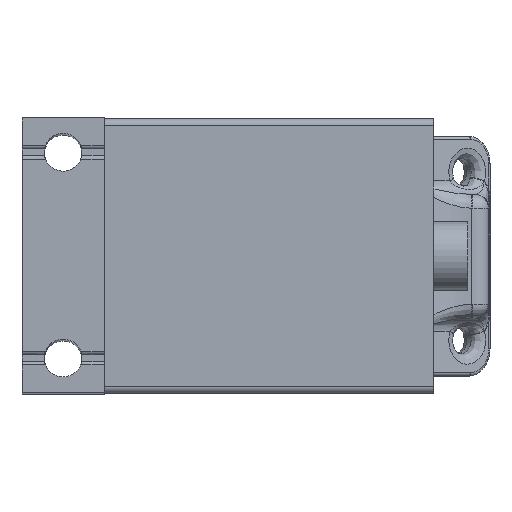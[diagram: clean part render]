
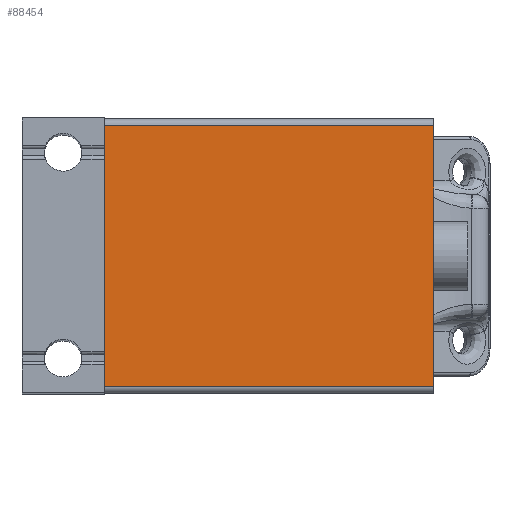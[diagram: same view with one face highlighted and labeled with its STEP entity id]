
A CAD part, left-side view. The second image highlights one B-rep face of the part: STEP entity #88454.
In plain terms, the highlighted planar face has unit normal (-1, 0, 0).
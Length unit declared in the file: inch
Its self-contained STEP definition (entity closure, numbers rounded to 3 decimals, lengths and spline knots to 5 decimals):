
#992 = CARTESIAN_POINT ( 'NONE',  ( -0.27722, 2.66566, 2.22104 ) ) ;
#8650 = EDGE_CURVE ( 'NONE', #65332, #50554, #23599, .T. ) ;
#12848 = CARTESIAN_POINT ( 'NONE',  ( -0.27722, 2.78377, 2.22104 ) ) ;
#13334 = VECTOR ( 'NONE', #34525, 39.37008 ) ;
#19348 = ORIENTED_EDGE ( 'NONE', *, *, #74061, .T. ) ;
#19588 = EDGE_LOOP ( 'NONE', ( #78270, #45402, #42778, #19348 ) ) ;
#23599 = LINE ( 'NONE', #26278, #13334 ) ;
#23872 = DIRECTION ( 'NONE',  ( -1., 0., 0. ) ) ;
#24223 = DIRECTION ( 'NONE',  ( 0., 0., 1. ) ) ;
#24957 = DIRECTION ( 'NONE',  ( 0., 0., 1. ) ) ;
#26278 = CARTESIAN_POINT ( 'NONE',  ( -0.27722, 1.8192, 1.47301 ) ) ;
#27032 = VERTEX_POINT ( 'NONE', #100830 ) ;
#34525 = DIRECTION ( 'NONE',  ( 0., 1., 0. ) ) ;
#38934 = CARTESIAN_POINT ( 'NONE',  ( -0.27722, 0.89401, 2.22104 ) ) ;
#40394 = VECTOR ( 'NONE', #45831, 39.37008 ) ;
#40695 = EDGE_CURVE ( 'NONE', #50554, #42113, #96376, .T. ) ;
#42113 = VERTEX_POINT ( 'NONE', #100879 ) ;
#42778 = ORIENTED_EDGE ( 'NONE', *, *, #8650, .F. ) ;
#45402 = ORIENTED_EDGE ( 'NONE', *, *, #40695, .F. ) ;
#45831 = DIRECTION ( 'NONE',  ( 0., 0., 1. ) ) ;
#47081 = EDGE_CURVE ( 'NONE', #27032, #42113, #74183, .T. ) ;
#50554 = VERTEX_POINT ( 'NONE', #67264 ) ;
#52090 = DIRECTION ( 'NONE',  ( 0., 1., 0. ) ) ;
#52440 = CARTESIAN_POINT ( 'NONE',  ( -0.27722, 2.66566, 2.96907 ) ) ;
#59313 = LINE ( 'NONE', #38934, #73252 ) ;
#65332 = VERTEX_POINT ( 'NONE', #77259 ) ;
#67264 = CARTESIAN_POINT ( 'NONE',  ( -0.27722, 2.78377, 1.47301 ) ) ;
#71645 = VECTOR ( 'NONE', #52090, 39.37008 ) ;
#72804 = PLANE ( 'NONE',  #89150 ) ;
#73252 = VECTOR ( 'NONE', #24223, 39.37008 ) ;
#74061 = EDGE_CURVE ( 'NONE', #65332, #27032, #59313, .T. ) ;
#74183 = LINE ( 'NONE', #52440, #71645 ) ;
#77259 = CARTESIAN_POINT ( 'NONE',  ( -0.27722, 0.89401, 1.47301 ) ) ;
#78270 = ORIENTED_EDGE ( 'NONE', *, *, #47081, .T. ) ;
#80417 = FACE_OUTER_BOUND ( 'NONE', #19588, .T. ) ;
#88454 = ADVANCED_FACE ( 'NONE', ( #80417 ), #72804, .T. ) ;
#89150 = AXIS2_PLACEMENT_3D ( 'NONE', #992, #23872, #24957 ) ;
#96376 = LINE ( 'NONE', #12848, #40394 ) ;
#100830 = CARTESIAN_POINT ( 'NONE',  ( -0.27722, 0.89401, 2.96907 ) ) ;
#100879 = CARTESIAN_POINT ( 'NONE',  ( -0.27722, 2.78377, 2.96907 ) ) ;
